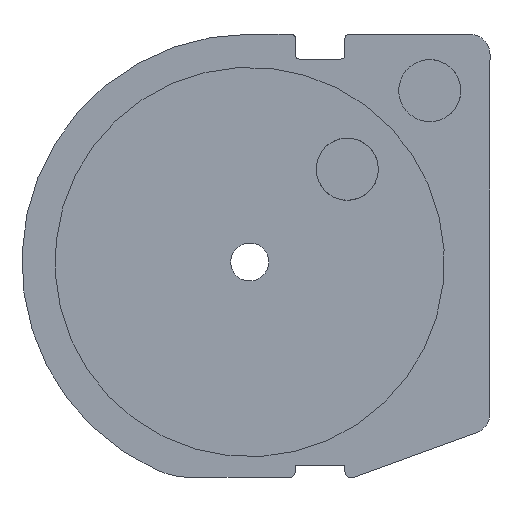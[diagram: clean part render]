
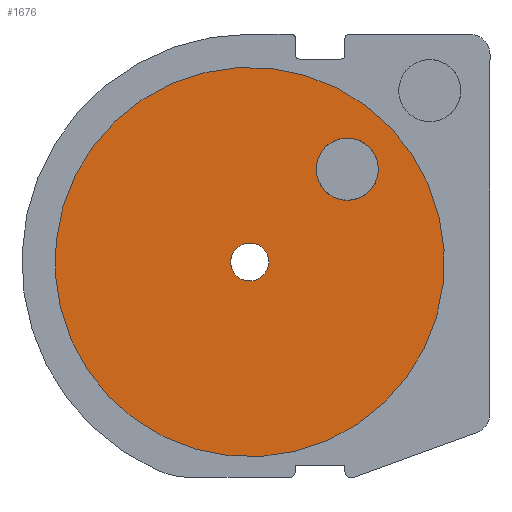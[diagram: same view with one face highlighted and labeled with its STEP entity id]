
A CAD part, left-side view. The second image highlights one B-rep face of the part: STEP entity #1676.
In plain terms, the highlighted face is planar.
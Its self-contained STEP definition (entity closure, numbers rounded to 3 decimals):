
#340=PLANE('',#1782);
#389=FACE_BOUND('',#519,.T.);
#390=FACE_BOUND('',#520,.T.);
#419=FACE_OUTER_BOUND('',#518,.T.);
#518=EDGE_LOOP('',(#1150));
#519=EDGE_LOOP('',(#1151));
#520=EDGE_LOOP('',(#1152));
#635=CIRCLE('',#1774,7.5);
#637=CIRCLE('',#1777,4.59);
#639=CIRCLE('',#1780,47.);
#733=VERTEX_POINT('',#2527);
#735=VERTEX_POINT('',#2532);
#737=VERTEX_POINT('',#2537);
#901=EDGE_CURVE('',#733,#733,#635,.T.);
#903=EDGE_CURVE('',#735,#735,#637,.T.);
#905=EDGE_CURVE('',#737,#737,#639,.T.);
#1150=ORIENTED_EDGE('',*,*,#905,.T.);
#1151=ORIENTED_EDGE('',*,*,#901,.T.);
#1152=ORIENTED_EDGE('',*,*,#903,.T.);
#1676=ADVANCED_FACE('',(#419,#389,#390),#340,.T.);
#1774=AXIS2_PLACEMENT_3D('',#2528,#1980,#1981);
#1777=AXIS2_PLACEMENT_3D('',#2533,#1986,#1987);
#1780=AXIS2_PLACEMENT_3D('',#2538,#1992,#1993);
#1782=AXIS2_PLACEMENT_3D('',#2540,#1996,#1997);
#1980=DIRECTION('center_axis',(0.,0.,1.));
#1981=DIRECTION('ref_axis',(-1.,0.,0.));
#1986=DIRECTION('center_axis',(0.,0.,1.));
#1987=DIRECTION('ref_axis',(-1.,0.,0.));
#1992=DIRECTION('center_axis',(0.,0.,-1.));
#1993=DIRECTION('ref_axis',(-1.,0.,0.));
#1996=DIRECTION('center_axis',(0.,0.,-1.));
#1997=DIRECTION('ref_axis',(-1.,0.,0.));
#2527=CARTESIAN_POINT('',(7.5,32.5,0.));
#2528=CARTESIAN_POINT('Origin',(0.,32.5,0.));
#2532=CARTESIAN_POINT('',(4.59,0.,0.));
#2533=CARTESIAN_POINT('Origin',(0.,0.,0.));
#2537=CARTESIAN_POINT('',(47.,0.,0.));
#2538=CARTESIAN_POINT('Origin',(0.,0.,0.));
#2540=CARTESIAN_POINT('Origin',(0.,0.,0.));
